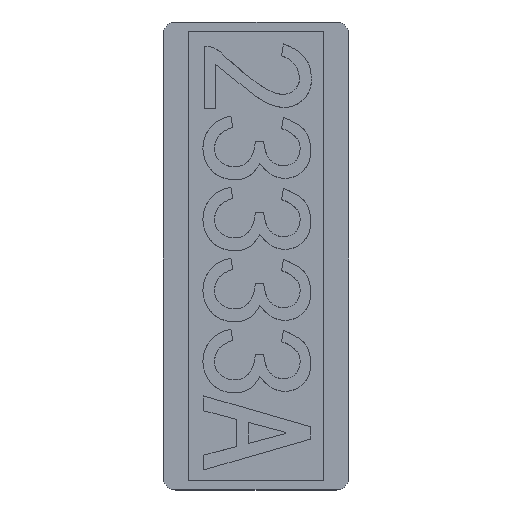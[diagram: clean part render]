
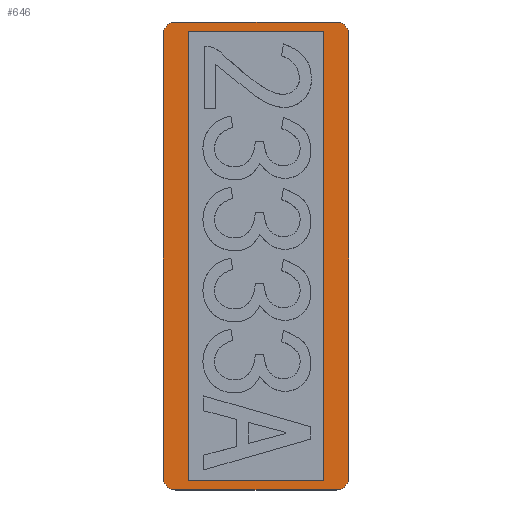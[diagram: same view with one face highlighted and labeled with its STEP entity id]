
A CAD part, top view. The second image highlights one B-rep face of the part: STEP entity #646.
In plain terms, the highlighted planar face has unit normal (0, 0, 1).
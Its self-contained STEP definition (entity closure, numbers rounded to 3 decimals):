
#62 = CARTESIAN_POINT ( 'NONE',  ( -20.78, 56.911, 3.86 ) ) ;
#135 = AXIS2_PLACEMENT_3D ( 'NONE', #3421, #5109, #1679 ) ;
#171 = DIRECTION ( 'NONE',  ( 0., -1., 0. ) ) ;
#273 = CARTESIAN_POINT ( 'NONE',  ( 17.22, 54.67, 3.86 ) ) ;
#308 = AXIS2_PLACEMENT_3D ( 'NONE', #740, #4559, #766 ) ;
#376 = EDGE_CURVE ( 'NONE', #2040, #5162, #1715, .T. ) ;
#391 = CIRCLE ( 'NONE', #135, 3. ) ;
#525 = CARTESIAN_POINT ( 'NONE',  ( -20.78, 53.911, 3.86 ) ) ;
#586 = EDGE_CURVE ( 'NONE', #5204, #5173, #4111, .T. ) ;
#646 = ADVANCED_FACE ( 'NONE', ( #1625, #3360 ), #2073, .F. ) ;
#740 = CARTESIAN_POINT ( 'NONE',  ( 20.22, 53.911, 3.86 ) ) ;
#766 = DIRECTION ( 'NONE',  ( -1., 0., 0. ) ) ;
#810 = ORIENTED_EDGE ( 'NONE', *, *, #3105, .F. ) ;
#936 = CARTESIAN_POINT ( 'NONE',  ( -17.78, 56.911, 3.86 ) ) ;
#1078 = VECTOR ( 'NONE', #4509, 1000. ) ;
#1279 = ORIENTED_EDGE ( 'NONE', *, *, #5399, .T. ) ;
#1387 = DIRECTION ( 'NONE',  ( 0., 1., 0. ) ) ;
#1401 = CARTESIAN_POINT ( 'NONE',  ( -17.78, -54.071, 3.86 ) ) ;
#1507 = VERTEX_POINT ( 'NONE', #1401 ) ;
#1516 = EDGE_CURVE ( 'NONE', #3275, #5357, #2667, .T. ) ;
#1533 = DIRECTION ( 'NONE',  ( -1., 0., 0. ) ) ;
#1537 = AXIS2_PLACEMENT_3D ( 'NONE', #3715, #3690, #1533 ) ;
#1613 = DIRECTION ( 'NONE',  ( 0., 0., 1. ) ) ;
#1625 = FACE_BOUND ( 'NONE', #4796, .T. ) ;
#1651 = DIRECTION ( 'NONE',  ( 0., 0., -1. ) ) ;
#1679 = DIRECTION ( 'NONE',  ( -1., 0., 0. ) ) ;
#1693 = CARTESIAN_POINT ( 'NONE',  ( -14.78, 54.67, 3.86 ) ) ;
#1699 = VECTOR ( 'NONE', #4455, 1000. ) ;
#1700 = DIRECTION ( 'NONE',  ( 0., -1., 0. ) ) ;
#1715 = LINE ( 'NONE', #5197, #2230 ) ;
#1741 = EDGE_LOOP ( 'NONE', ( #4152, #3945, #2255, #4923, #3176, #1279, #1969, #4294 ) ) ;
#1762 = CARTESIAN_POINT ( 'NONE',  ( 20.22, 56.911, 3.86 ) ) ;
#1857 = EDGE_CURVE ( 'NONE', #5357, #4236, #5276, .T. ) ;
#1969 = ORIENTED_EDGE ( 'NONE', *, *, #5031, .T. ) ;
#2040 = VERTEX_POINT ( 'NONE', #1762 ) ;
#2059 = CARTESIAN_POINT ( 'NONE',  ( -14.78, -51.83, 3.86 ) ) ;
#2073 = PLANE ( 'NONE',  #4256 ) ;
#2099 = CARTESIAN_POINT ( 'NONE',  ( 23.22, 56.911, 3.86 ) ) ;
#2190 = LINE ( 'NONE', #5117, #3650 ) ;
#2203 = EDGE_CURVE ( 'NONE', #4203, #3275, #3391, .T. ) ;
#2230 = VECTOR ( 'NONE', #3092, 1000. ) ;
#2238 = AXIS2_PLACEMENT_3D ( 'NONE', #2417, #1613, #5291 ) ;
#2255 = ORIENTED_EDGE ( 'NONE', *, *, #376, .T. ) ;
#2417 = CARTESIAN_POINT ( 'NONE',  ( -17.78, -51.071, 3.86 ) ) ;
#2468 = VERTEX_POINT ( 'NONE', #5070 ) ;
#2612 = LINE ( 'NONE', #62, #2850 ) ;
#2667 = LINE ( 'NONE', #5292, #3465 ) ;
#2675 = CIRCLE ( 'NONE', #308, 3. ) ;
#2681 = VECTOR ( 'NONE', #3805, 1000. ) ;
#2850 = VECTOR ( 'NONE', #1700, 1000. ) ;
#2869 = EDGE_CURVE ( 'NONE', #5037, #4264, #2612, .T. ) ;
#2916 = CARTESIAN_POINT ( 'NONE',  ( 23.22, -51.071, 3.86 ) ) ;
#2974 = ORIENTED_EDGE ( 'NONE', *, *, #2203, .F. ) ;
#3025 = CARTESIAN_POINT ( 'NONE',  ( 23.22, 53.911, 3.86 ) ) ;
#3092 = DIRECTION ( 'NONE',  ( -1., 0., 0. ) ) ;
#3105 = EDGE_CURVE ( 'NONE', #4236, #4203, #2190, .T. ) ;
#3176 = ORIENTED_EDGE ( 'NONE', *, *, #2869, .T. ) ;
#3211 = CARTESIAN_POINT ( 'NONE',  ( -20.78, -51.071, 3.86 ) ) ;
#3275 = VERTEX_POINT ( 'NONE', #1693 ) ;
#3306 = DIRECTION ( 'NONE',  ( 0., -1., 0. ) ) ;
#3360 = FACE_OUTER_BOUND ( 'NONE', #1741, .T. ) ;
#3391 = LINE ( 'NONE', #5077, #3913 ) ;
#3415 = LINE ( 'NONE', #5129, #2681 ) ;
#3421 = CARTESIAN_POINT ( 'NONE',  ( -17.78, 53.911, 3.86 ) ) ;
#3465 = VECTOR ( 'NONE', #171, 1000. ) ;
#3645 = CARTESIAN_POINT ( 'NONE',  ( -24.18, -51.83, 3.86 ) ) ;
#3650 = VECTOR ( 'NONE', #1387, 1000. ) ;
#3658 = CIRCLE ( 'NONE', #2238, 3. ) ;
#3690 = DIRECTION ( 'NONE',  ( 0., 0., 1. ) ) ;
#3714 = EDGE_CURVE ( 'NONE', #5173, #2040, #2675, .T. ) ;
#3715 = CARTESIAN_POINT ( 'NONE',  ( 20.22, -51.071, 3.86 ) ) ;
#3756 = CARTESIAN_POINT ( 'NONE',  ( -24.18, -49.38, 3.86 ) ) ;
#3805 = DIRECTION ( 'NONE',  ( 1., 0., 0. ) ) ;
#3913 = VECTOR ( 'NONE', #5242, 1000. ) ;
#3945 = ORIENTED_EDGE ( 'NONE', *, *, #3714, .T. ) ;
#4069 = CARTESIAN_POINT ( 'NONE',  ( 17.22, -51.83, 3.86 ) ) ;
#4111 = LINE ( 'NONE', #2099, #1078 ) ;
#4152 = ORIENTED_EDGE ( 'NONE', *, *, #586, .T. ) ;
#4203 = VERTEX_POINT ( 'NONE', #273 ) ;
#4236 = VERTEX_POINT ( 'NONE', #4069 ) ;
#4256 = AXIS2_PLACEMENT_3D ( 'NONE', #3756, #1651, #3306 ) ;
#4264 = VERTEX_POINT ( 'NONE', #3211 ) ;
#4294 = ORIENTED_EDGE ( 'NONE', *, *, #5398, .T. ) ;
#4455 = DIRECTION ( 'NONE',  ( 1., 0., 0. ) ) ;
#4509 = DIRECTION ( 'NONE',  ( 0., 1., 0. ) ) ;
#4559 = DIRECTION ( 'NONE',  ( 0., 0., 1. ) ) ;
#4575 = ORIENTED_EDGE ( 'NONE', *, *, #1516, .F. ) ;
#4616 = CIRCLE ( 'NONE', #1537, 3. ) ;
#4695 = ORIENTED_EDGE ( 'NONE', *, *, #1857, .F. ) ;
#4796 = EDGE_LOOP ( 'NONE', ( #4695, #4575, #2974, #810 ) ) ;
#4907 = EDGE_CURVE ( 'NONE', #5162, #5037, #391, .T. ) ;
#4923 = ORIENTED_EDGE ( 'NONE', *, *, #4907, .T. ) ;
#5031 = EDGE_CURVE ( 'NONE', #1507, #2468, #3415, .T. ) ;
#5037 = VERTEX_POINT ( 'NONE', #525 ) ;
#5070 = CARTESIAN_POINT ( 'NONE',  ( 20.22, -54.071, 3.86 ) ) ;
#5077 = CARTESIAN_POINT ( 'NONE',  ( -24.18, 54.67, 3.86 ) ) ;
#5109 = DIRECTION ( 'NONE',  ( 0., 0., 1. ) ) ;
#5117 = CARTESIAN_POINT ( 'NONE',  ( 17.22, -49.38, 3.86 ) ) ;
#5129 = CARTESIAN_POINT ( 'NONE',  ( -20.78, -54.071, 3.86 ) ) ;
#5162 = VERTEX_POINT ( 'NONE', #936 ) ;
#5173 = VERTEX_POINT ( 'NONE', #3025 ) ;
#5197 = CARTESIAN_POINT ( 'NONE',  ( -20.78, 56.911, 3.86 ) ) ;
#5204 = VERTEX_POINT ( 'NONE', #2916 ) ;
#5242 = DIRECTION ( 'NONE',  ( -1., 0., 0. ) ) ;
#5276 = LINE ( 'NONE', #3645, #1699 ) ;
#5291 = DIRECTION ( 'NONE',  ( -1., 0., 0. ) ) ;
#5292 = CARTESIAN_POINT ( 'NONE',  ( -14.78, -49.38, 3.86 ) ) ;
#5357 = VERTEX_POINT ( 'NONE', #2059 ) ;
#5398 = EDGE_CURVE ( 'NONE', #2468, #5204, #4616, .T. ) ;
#5399 = EDGE_CURVE ( 'NONE', #4264, #1507, #3658, .T. ) ;
